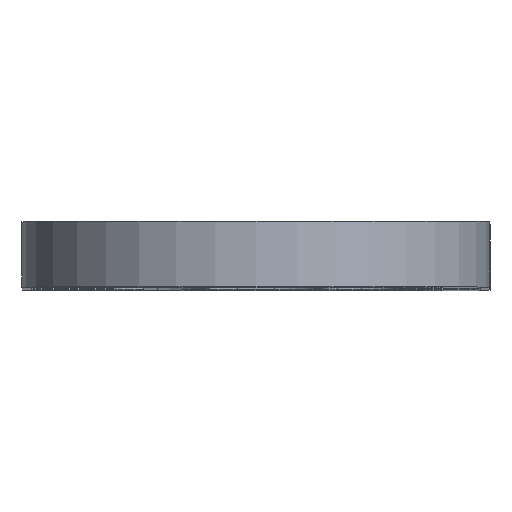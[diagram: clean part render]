
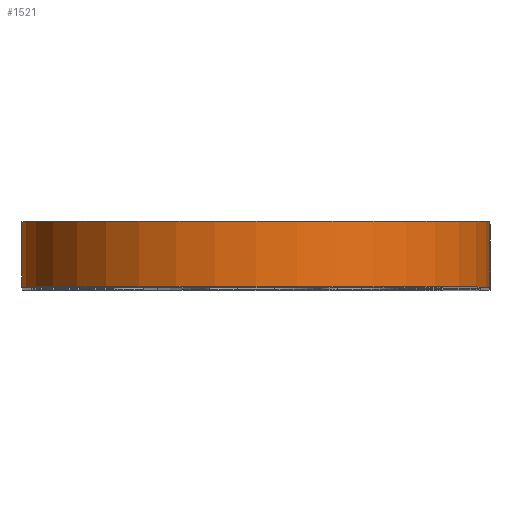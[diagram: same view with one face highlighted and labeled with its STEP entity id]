
A CAD part, top view. The second image highlights one B-rep face of the part: STEP entity #1521.
In plain terms, the highlighted cylindrical face has radius 25 mm (diameter 50 mm), a partial arc.
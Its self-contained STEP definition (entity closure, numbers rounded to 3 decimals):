
#155=FACE_OUTER_BOUND('',#258,.T.);
#258=EDGE_LOOP('',(#1395,#1396,#1397,#1398,#1399));
#367=LINE('',#2696,#484);
#368=LINE('',#2697,#485);
#384=LINE('',#2728,#501);
#484=VECTOR('',#2117,10.);
#485=VECTOR('',#2118,10.);
#501=VECTOR('',#2162,10.);
#506=CIRCLE('',#1543,25.);
#531=CIRCLE('',#1571,25.);
#602=VERTEX_POINT('',#2192);
#604=VERTEX_POINT('',#2196);
#639=VERTEX_POINT('',#2285);
#640=VERTEX_POINT('',#2287);
#735=VERTEX_POINT('',#2695);
#749=EDGE_CURVE('',#602,#604,#506,.T.);
#789=EDGE_CURVE('',#639,#640,#531,.T.);
#940=EDGE_CURVE('',#640,#735,#367,.T.);
#941=EDGE_CURVE('',#735,#604,#368,.T.);
#957=EDGE_CURVE('',#639,#602,#384,.T.);
#1395=ORIENTED_EDGE('',*,*,#789,.F.);
#1396=ORIENTED_EDGE('',*,*,#957,.T.);
#1397=ORIENTED_EDGE('',*,*,#749,.T.);
#1398=ORIENTED_EDGE('',*,*,#941,.F.);
#1399=ORIENTED_EDGE('',*,*,#940,.F.);
#1443=CYLINDRICAL_SURFACE('',#1705,25.);
#1521=ADVANCED_FACE('',(#155),#1443,.T.);
#1543=AXIS2_PLACEMENT_3D('',#2198,#1729,#1730);
#1571=AXIS2_PLACEMENT_3D('',#2288,#1799,#1800);
#1705=AXIS2_PLACEMENT_3D('',#2729,#2163,#2164);
#1729=DIRECTION('center_axis',(0.,-1.,0.));
#1730=DIRECTION('ref_axis',(1.,0.,0.));
#1799=DIRECTION('center_axis',(0.,-1.,0.));
#1800=DIRECTION('ref_axis',(1.,0.,0.));
#2117=DIRECTION('',(0.,1.,0.));
#2118=DIRECTION('',(0.,1.,0.));
#2162=DIRECTION('',(0.,1.,0.));
#2163=DIRECTION('center_axis',(0.,-1.,0.));
#2164=DIRECTION('ref_axis',(0.,0.,1.));
#2192=CARTESIAN_POINT('',(-25.,164.596,167.596));
#2196=CARTESIAN_POINT('',(-75.,164.596,167.596));
#2198=CARTESIAN_POINT('Origin',(-50.,164.596,167.596));
#2285=CARTESIAN_POINT('',(-25.,157.596,167.596));
#2287=CARTESIAN_POINT('',(-75.,157.596,167.596));
#2288=CARTESIAN_POINT('Origin',(-50.,157.596,167.596));
#2695=CARTESIAN_POINT('',(-75.,161.596,167.596));
#2696=CARTESIAN_POINT('',(-75.,157.596,167.596));
#2697=CARTESIAN_POINT('',(-75.,161.596,167.596));
#2728=CARTESIAN_POINT('',(-25.,157.596,167.596));
#2729=CARTESIAN_POINT('Origin',(-50.,157.596,167.596));
